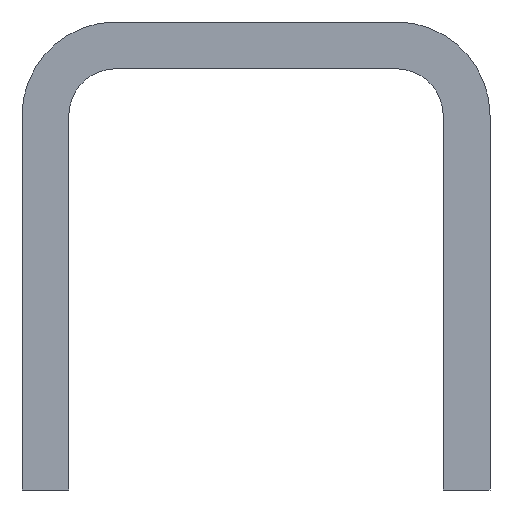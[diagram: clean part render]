
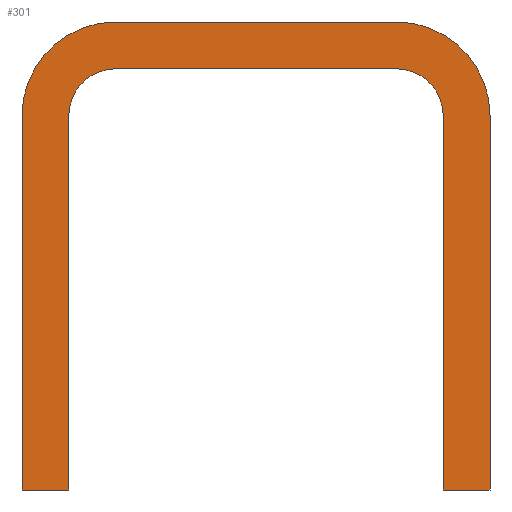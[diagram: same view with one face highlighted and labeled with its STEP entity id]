
A CAD part, front view. The second image highlights one B-rep face of the part: STEP entity #301.
In plain terms, the highlighted planar face has unit normal (0, -1, 0).
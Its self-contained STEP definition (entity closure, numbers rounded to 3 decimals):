
#20=PLANE('',#337);
#33=FACE_OUTER_BOUND('',#51,.T.);
#51=EDGE_LOOP('',(#225,#226,#227,#228,#229,#230,#231,#232,#233,#234,#235,
#236));
#69=LINE('',#467,#99);
#72=LINE('',#473,#102);
#73=LINE('',#475,#103);
#74=LINE('',#477,#104);
#75=LINE('',#481,#105);
#76=LINE('',#485,#106);
#77=LINE('',#487,#107);
#78=LINE('',#489,#108);
#99=VECTOR('',#381,10.);
#102=VECTOR('',#386,10.);
#103=VECTOR('',#387,10.);
#104=VECTOR('',#388,10.);
#105=VECTOR('',#391,10.);
#106=VECTOR('',#394,10.);
#107=VECTOR('',#395,10.);
#108=VECTOR('',#396,10.);
#129=CIRCLE('',#334,6.);
#131=CIRCLE('',#338,3.);
#132=CIRCLE('',#339,3.);
#133=CIRCLE('',#340,6.);
#141=VERTEX_POINT('',#457);
#142=VERTEX_POINT('',#458);
#145=VERTEX_POINT('',#466);
#147=VERTEX_POINT('',#472);
#148=VERTEX_POINT('',#474);
#149=VERTEX_POINT('',#476);
#150=VERTEX_POINT('',#478);
#151=VERTEX_POINT('',#480);
#152=VERTEX_POINT('',#482);
#153=VERTEX_POINT('',#484);
#154=VERTEX_POINT('',#486);
#155=VERTEX_POINT('',#488);
#171=EDGE_CURVE('',#141,#142,#129,.T.);
#175=EDGE_CURVE('',#145,#142,#69,.T.);
#178=EDGE_CURVE('',#141,#147,#72,.T.);
#179=EDGE_CURVE('',#147,#148,#73,.T.);
#180=EDGE_CURVE('',#148,#149,#74,.T.);
#181=EDGE_CURVE('',#150,#149,#131,.T.);
#182=EDGE_CURVE('',#150,#151,#75,.T.);
#183=EDGE_CURVE('',#152,#151,#132,.T.);
#184=EDGE_CURVE('',#152,#153,#76,.T.);
#185=EDGE_CURVE('',#153,#154,#77,.T.);
#186=EDGE_CURVE('',#154,#155,#78,.T.);
#187=EDGE_CURVE('',#145,#155,#133,.T.);
#225=ORIENTED_EDGE('',*,*,#171,.F.);
#226=ORIENTED_EDGE('',*,*,#178,.T.);
#227=ORIENTED_EDGE('',*,*,#179,.T.);
#228=ORIENTED_EDGE('',*,*,#180,.T.);
#229=ORIENTED_EDGE('',*,*,#181,.F.);
#230=ORIENTED_EDGE('',*,*,#182,.T.);
#231=ORIENTED_EDGE('',*,*,#183,.F.);
#232=ORIENTED_EDGE('',*,*,#184,.T.);
#233=ORIENTED_EDGE('',*,*,#185,.T.);
#234=ORIENTED_EDGE('',*,*,#186,.T.);
#235=ORIENTED_EDGE('',*,*,#187,.F.);
#236=ORIENTED_EDGE('',*,*,#175,.T.);
#301=ADVANCED_FACE('',(#33),#20,.T.);
#334=AXIS2_PLACEMENT_3D('',#459,#373,#374);
#337=AXIS2_PLACEMENT_3D('',#471,#384,#385);
#338=AXIS2_PLACEMENT_3D('',#479,#389,#390);
#339=AXIS2_PLACEMENT_3D('',#483,#392,#393);
#340=AXIS2_PLACEMENT_3D('',#490,#397,#398);
#373=DIRECTION('center_axis',(0.,1.,0.));
#374=DIRECTION('ref_axis',(-0.707,0.,0.707));
#381=DIRECTION('',(-1.,0.,0.));
#384=DIRECTION('center_axis',(0.,-1.,0.));
#385=DIRECTION('ref_axis',(0.,0.,-1.));
#386=DIRECTION('',(0.,0.,-1.));
#387=DIRECTION('',(1.,0.,0.));
#388=DIRECTION('',(0.,0.,1.));
#389=DIRECTION('center_axis',(0.,-1.,0.));
#390=DIRECTION('ref_axis',(-0.707,0.,0.707));
#391=DIRECTION('',(1.,0.,0.));
#392=DIRECTION('center_axis',(0.,-1.,0.));
#393=DIRECTION('ref_axis',(0.707,0.,0.707));
#394=DIRECTION('',(0.,0.,-1.));
#395=DIRECTION('',(1.,0.,0.));
#396=DIRECTION('',(0.,0.,1.));
#397=DIRECTION('center_axis',(0.,1.,0.));
#398=DIRECTION('ref_axis',(0.707,0.,0.707));
#457=CARTESIAN_POINT('',(-15.,-115.,-6.));
#458=CARTESIAN_POINT('',(-9.,-115.,0.));
#459=CARTESIAN_POINT('Origin',(-9.,-115.,-6.));
#466=CARTESIAN_POINT('',(9.,-115.,0.));
#467=CARTESIAN_POINT('',(-15.,-115.,0.));
#471=CARTESIAN_POINT('Origin',(0.,-115.,-15.));
#472=CARTESIAN_POINT('',(-15.,-115.,-30.));
#473=CARTESIAN_POINT('',(-15.,-115.,-30.));
#474=CARTESIAN_POINT('',(-12.,-115.,-30.));
#475=CARTESIAN_POINT('',(-12.,-115.,-30.));
#476=CARTESIAN_POINT('',(-12.,-115.,-6.));
#477=CARTESIAN_POINT('',(-12.,-115.,-3.));
#478=CARTESIAN_POINT('',(-9.,-115.,-3.));
#479=CARTESIAN_POINT('Origin',(-9.,-115.,-6.));
#480=CARTESIAN_POINT('',(9.,-115.,-3.));
#481=CARTESIAN_POINT('',(12.,-115.,-3.));
#482=CARTESIAN_POINT('',(12.,-115.,-6.));
#483=CARTESIAN_POINT('Origin',(9.,-115.,-6.));
#484=CARTESIAN_POINT('',(12.,-115.,-30.));
#485=CARTESIAN_POINT('',(12.,-115.,-30.));
#486=CARTESIAN_POINT('',(15.,-115.,-30.));
#487=CARTESIAN_POINT('',(15.,-115.,-30.));
#488=CARTESIAN_POINT('',(15.,-115.,-6.));
#489=CARTESIAN_POINT('',(15.,-115.,0.));
#490=CARTESIAN_POINT('Origin',(9.,-115.,-6.));
